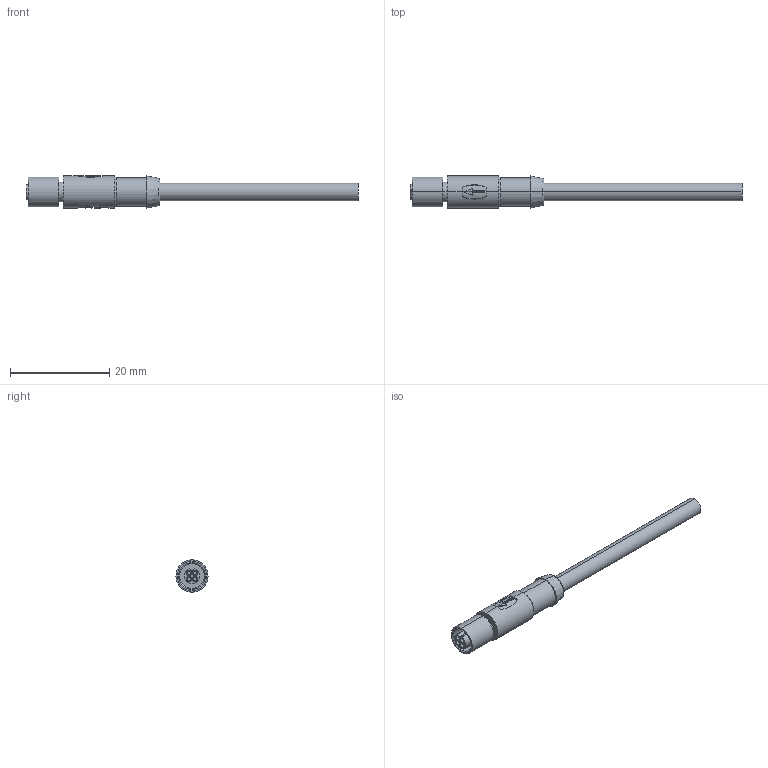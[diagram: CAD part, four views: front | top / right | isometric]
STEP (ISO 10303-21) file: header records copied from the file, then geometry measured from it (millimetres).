
FILE_DESCRIPTION (( 'STEP AP203' ), '1' );
FILE_NAME ('P05.STEP', '2020-03-30T05:35:51', ( 'edpusr' ), ( 'Microsoft' ), 'SwSTEP 2.0', 'SolidWorks 2015', '' );
FILE_SCHEMA (( 'CONFIG_CONTROL_DESIGN' ));
Length unit declared in the file: millimetre
Products named in the file (1): P05
Bounding box: 67 x 6.5 x 6.5 mm (x, y, z)
Volume: 1086.9 mm3; surface area: 1223.2 mm2
Topology: 1 solids, 1 shells, 119 faces, 296 edges, 191 vertices
Faces by surface type: bspline 47, cylinder 31, plane 27, cone 14
Entity records: 9196 total; most frequent: CARTESIAN_POINT 6530, ORIENTED_EDGE 592, DIRECTION 438, EDGE_CURVE 296, VERTEX_POINT 191, AXIS2_PLACEMENT_3D 162, EDGE_LOOP 131, FACE_OUTER_BOUND 119
